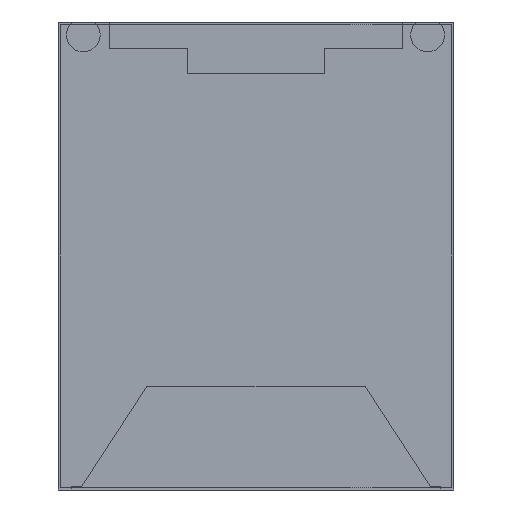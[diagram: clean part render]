
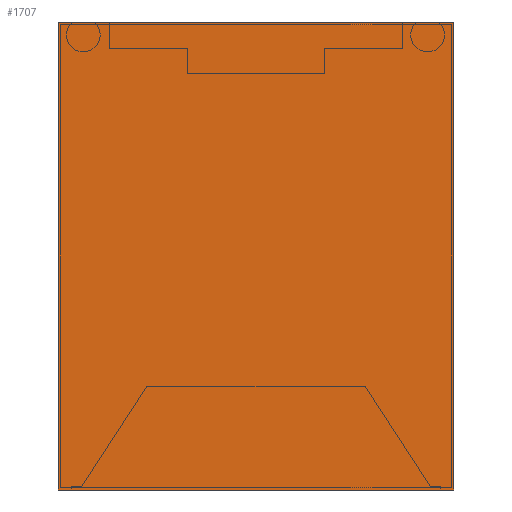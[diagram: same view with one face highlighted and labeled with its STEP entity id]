
A CAD part, front view. The second image highlights one B-rep face of the part: STEP entity #1707.
In plain terms, the highlighted planar face has unit normal (0, -1, 0).
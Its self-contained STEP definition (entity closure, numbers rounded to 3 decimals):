
#109=FACE_OUTER_BOUND('',#205,.T.);
#205=EDGE_LOOP('',(#1525,#1526,#1527,#1528));
#434=LINE('',#2698,#668);
#437=LINE('',#2703,#671);
#439=LINE('',#2707,#673);
#440=LINE('',#2709,#674);
#668=VECTOR('',#2217,90.);
#671=VECTOR('',#2222,76.);
#673=VECTOR('',#2226,90.);
#674=VECTOR('',#2229,76.);
#827=VERTEX_POINT('',#2695);
#828=VERTEX_POINT('',#2697);
#829=VERTEX_POINT('',#2701);
#830=VERTEX_POINT('',#2705);
#1058=EDGE_CURVE('',#828,#827,#434,.T.);
#1061=EDGE_CURVE('',#827,#829,#437,.T.);
#1063=EDGE_CURVE('',#829,#830,#439,.T.);
#1064=EDGE_CURVE('',#828,#830,#440,.T.);
#1525=ORIENTED_EDGE('',*,*,#1064,.F.);
#1526=ORIENTED_EDGE('',*,*,#1058,.T.);
#1527=ORIENTED_EDGE('',*,*,#1061,.T.);
#1528=ORIENTED_EDGE('',*,*,#1063,.T.);
#1619=PLANE('',#1818);
#1707=ADVANCED_FACE('',(#109),#1619,.F.);
#1818=AXIS2_PLACEMENT_3D('',#2708,#2227,#2228);
#2217=DIRECTION('',(0.,0.,1.));
#2222=DIRECTION('',(-1.,0.,0.));
#2226=DIRECTION('',(0.,0.,-1.));
#2227=DIRECTION('center_axis',(0.,1.,0.));
#2228=DIRECTION('ref_axis',(0.,0.,1.));
#2229=DIRECTION('',(-1.,0.,0.));
#2695=CARTESIAN_POINT('',(38.005,-1127.25,0.));
#2697=CARTESIAN_POINT('',(38.005,-1127.25,-90.));
#2698=CARTESIAN_POINT('',(38.005,-1127.25,-90.));
#2701=CARTESIAN_POINT('',(-37.995,-1127.25,0.));
#2703=CARTESIAN_POINT('',(38.005,-1127.25,0.));
#2705=CARTESIAN_POINT('',(-37.995,-1127.25,-90.));
#2707=CARTESIAN_POINT('',(-37.995,-1127.25,0.));
#2708=CARTESIAN_POINT('Origin',(0.005,-1127.25,-45.));
#2709=CARTESIAN_POINT('',(38.005,-1127.25,-90.));
